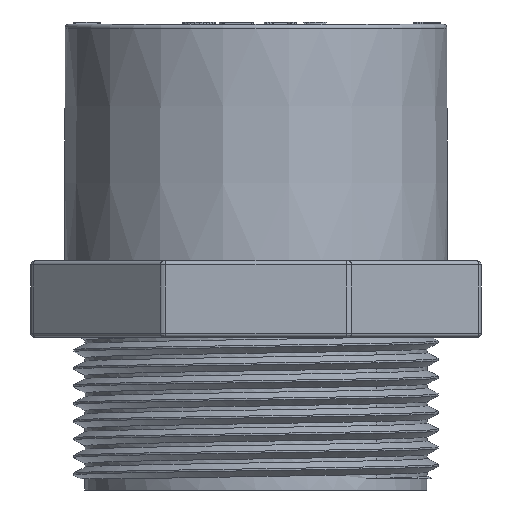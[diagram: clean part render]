
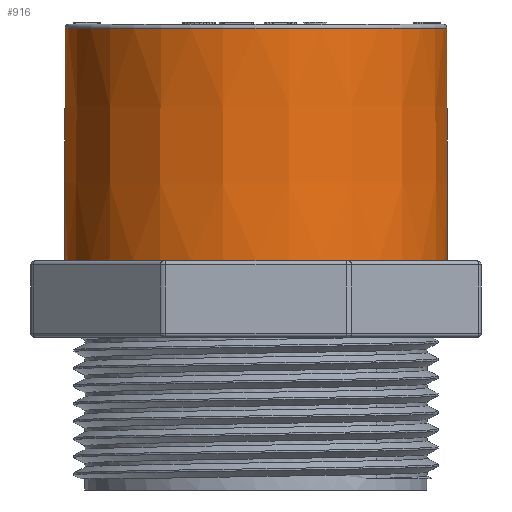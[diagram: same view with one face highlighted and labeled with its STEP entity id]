
A CAD part, left-side view. The second image highlights one B-rep face of the part: STEP entity #916.
In plain terms, the highlighted conical face has half-angle 0.092 degrees and reference radius 25.05 mm.
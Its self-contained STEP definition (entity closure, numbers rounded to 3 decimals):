
#52=CONICAL_SURFACE('',#14788,25.05,0.092);
#916=ADVANCED_FACE('',(#4452,#4453),#52,.T.);
#4375=CIRCLE('',#14770,25.001);
#4379=CIRCLE('',#14778,25.05);
#4452=FACE_BOUND('',#4543,.T.);
#4453=FACE_BOUND('',#4544,.T.);
#4543=EDGE_LOOP('',(#5960));
#4544=EDGE_LOOP('',(#5961));
#5960=ORIENTED_EDGE('',*,*,#11838,.T.);
#5961=ORIENTED_EDGE('',*,*,#11829,.T.);
#10322=VERTEX_POINT('',#23785);
#10328=VERTEX_POINT('',#23804);
#11829=EDGE_CURVE('',#10322,#10322,#4375,.T.);
#11838=EDGE_CURVE('',#10328,#10328,#4379,.T.);
#14770=AXIS2_PLACEMENT_3D('',#23784,#15727,#15728);
#14778=AXIS2_PLACEMENT_3D('',#23803,#15748,#15749);
#14788=AXIS2_PLACEMENT_3D('',#23827,#15774,#15775);
#15727=DIRECTION('',(0.,0.,-1.));
#15728=DIRECTION('',(0.,1.,0.));
#15748=DIRECTION('',(0.,0.,1.));
#15749=DIRECTION('',(0.,1.,0.));
#15774=DIRECTION('',(0.,0.,-1.));
#15775=DIRECTION('',(0.,-1.,0.));
#23784=CARTESIAN_POINT('',(-131.,423.5,45.005));
#23785=CARTESIAN_POINT('',(-131.,448.501,45.005));
#23803=CARTESIAN_POINT('',(-131.,423.5,14.504));
#23804=CARTESIAN_POINT('',(-131.,448.55,14.504));
#23827=CARTESIAN_POINT('',(-131.,423.5,14.504));
